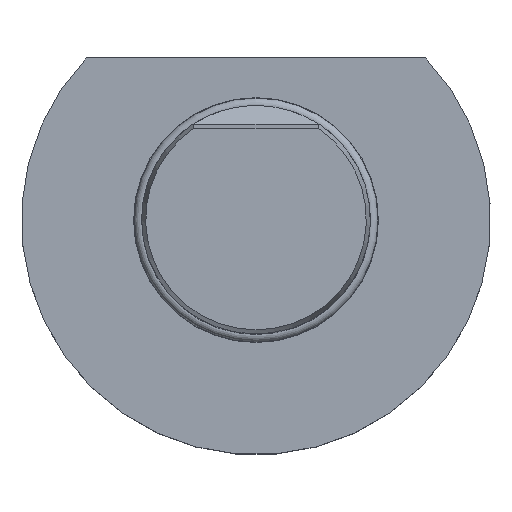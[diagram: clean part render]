
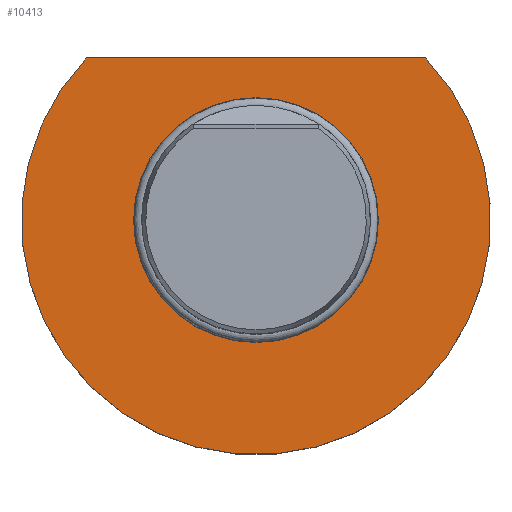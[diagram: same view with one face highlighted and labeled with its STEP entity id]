
A CAD part, top view. The second image highlights one B-rep face of the part: STEP entity #10413.
In plain terms, the highlighted planar face has unit normal (0, 0, 1).
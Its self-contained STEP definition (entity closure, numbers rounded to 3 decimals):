
#449 = DIRECTION ( 'NONE',  ( -1., 0., 0. ) ) ;
#475 = CARTESIAN_POINT ( 'NONE',  ( -30.233, 0., 0. ) ) ;
#801 = EDGE_CURVE ( 'NONE', #4842, #6019, #3290, .T. ) ;
#1615 = CARTESIAN_POINT ( 'NONE',  ( 0., 0., 0. ) ) ;
#2985 = AXIS2_PLACEMENT_3D ( 'NONE', #10548, #8431, #3864 ) ;
#3290 = CIRCLE ( 'NONE', #10640, 61.5 ) ;
#3714 = DIRECTION ( 'NONE',  ( 0., 0., -1. ) ) ;
#3864 = DIRECTION ( 'NONE',  ( -1., 0., 0. ) ) ;
#4015 = FACE_BOUND ( 'NONE', #8020, .T. ) ;
#4842 = VERTEX_POINT ( 'NONE', #9436 ) ;
#4865 = DIRECTION ( 'NONE',  ( -1., 0., 0. ) ) ;
#5776 = AXIS2_PLACEMENT_3D ( 'NONE', #1615, #5897, #449 ) ;
#5897 = DIRECTION ( 'NONE',  ( 0., 0., 1. ) ) ;
#6019 = VERTEX_POINT ( 'NONE', #6521 ) ;
#6371 = ORIENTED_EDGE ( 'NONE', *, *, #801, .F. ) ;
#6521 = CARTESIAN_POINT ( 'NONE',  ( -44.452, 42.5, 0. ) ) ;
#6643 = LINE ( 'NONE', #7435, #13602 ) ;
#7051 = CARTESIAN_POINT ( 'NONE',  ( 0., 0., 0. ) ) ;
#7435 = CARTESIAN_POINT ( 'NONE',  ( 22.226, 42.5, 0. ) ) ;
#7527 = ORIENTED_EDGE ( 'NONE', *, *, #7541, .T. ) ;
#7541 = EDGE_CURVE ( 'NONE', #4842, #6019, #6643, .T. ) ;
#7793 = EDGE_CURVE ( 'NONE', #11541, #11541, #10823, .T. ) ;
#8020 = EDGE_LOOP ( 'NONE', ( #9157 ) ) ;
#8431 = DIRECTION ( 'NONE',  ( 0., 0., -1. ) ) ;
#9157 = ORIENTED_EDGE ( 'NONE', *, *, #7793, .F. ) ;
#9436 = CARTESIAN_POINT ( 'NONE',  ( 44.452, 42.5, 0. ) ) ;
#10004 = EDGE_LOOP ( 'NONE', ( #7527, #6371 ) ) ;
#10413 = ADVANCED_FACE ( 'Defeature completata1_12', ( #4015, #12498 ), #11723, .F. ) ;
#10548 = CARTESIAN_POINT ( 'NONE',  ( 0., 0., 0. ) ) ;
#10640 = AXIS2_PLACEMENT_3D ( 'NONE', #7051, #3714, #4865 ) ;
#10823 = CIRCLE ( 'NONE', #5776, 30.233 ) ;
#10940 = DIRECTION ( 'NONE',  ( -1., 0., 0. ) ) ;
#11541 = VERTEX_POINT ( 'NONE', #475 ) ;
#11723 = PLANE ( 'NONE',  #2985 ) ;
#12498 = FACE_OUTER_BOUND ( 'NONE', #10004, .T. ) ;
#13602 = VECTOR ( 'NONE', #10940, 1000. ) ;
